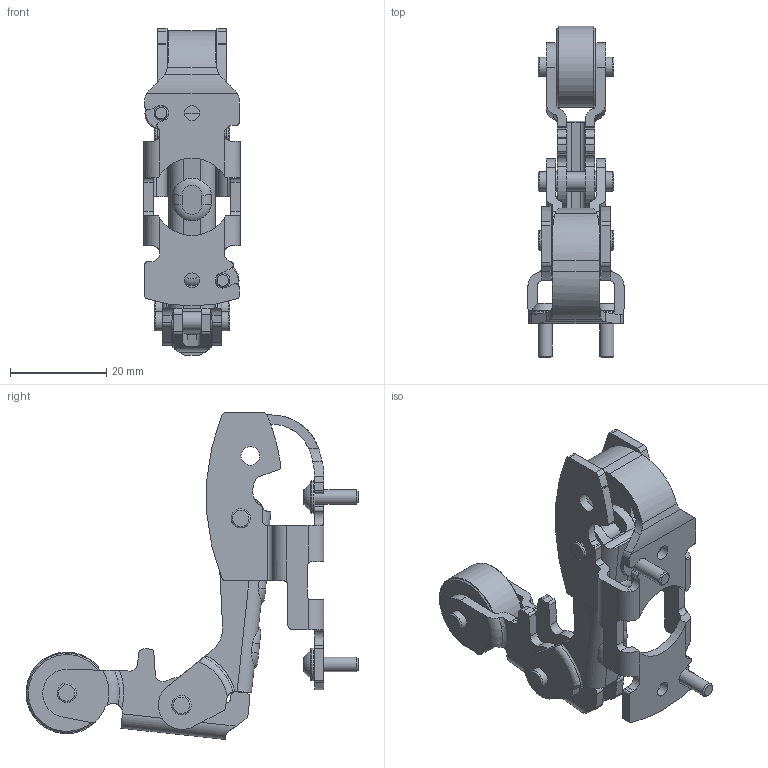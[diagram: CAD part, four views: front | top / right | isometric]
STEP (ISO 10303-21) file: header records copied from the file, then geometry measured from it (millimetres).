
FILE_DESCRIPTION(/* description */ ('STEP AP214'),/* implementation_level */ '2;1');
FILE_NAME(/* name */ '8049237_VAOM-R4-20-D2-32',/* time_stamp */ '2024-09-16T08:22:33+02:00',/* author */ ('License CC BY-ND 4.0'),/* organization */ ('CADENAS'),/* preprocessor_version */ 'ST-DEVELOPER v19.3',/* originating_system */ 'PARTsolutions',/* authorisation */ ' ');
FILE_SCHEMA (('AUTOMOTIVE_DESIGN {1 0 10303 214 3 1 1}'));
Length unit declared in the file: millimetre
Products named in the file (5): 8049237 VAOM-R4-20-D2-32---(1); 2908499 VAOM-R4-20-D2-32_ls---(1); 3394269 VAOM-R4---(schrauben); 8049237 VAOM-R4-20-D2-32---(p1); 8049237 VAOM-R4-20-D2-32---(p2)
Assembly tree (5 placements, depth 2):
  8049237 VAOM-R4-20-D2-32---(1)
    2908499 VAOM-R4-20-D2-32_ls---(1)
    3394269 VAOM-R4---(schrauben)  x2
    8049237 VAOM-R4-20-D2-32---(p1)
    8049237 VAOM-R4-20-D2-32---(p2)
Bounding box: 20 x 69.08 x 68.02 mm (x, y, z)
Volume: 10442.2 mm3; surface area: 12077.2 mm2
Topology: 5 solids, 5 shells, 401 faces, 1096 edges, 724 vertices
Faces by surface type: cylinder 204, plane 155, torus 36, cone 6
Full cylindrical faces by diameter (mm): 3 x2, 3.1 x2, 3.9 x2, 4 x7, 4.05 x7, 4.15 x5, 6.8 x2, 17 x1
Entity records: 12254 total; most frequent: CARTESIAN_POINT 2397, DIRECTION 2110, ORIENTED_EDGE 1990, EDGE_CURVE 995, AXIS2_PLACEMENT_3D 827, VERTEX_POINT 681, EDGE_LOOP 458, FACE_BOUND 458
